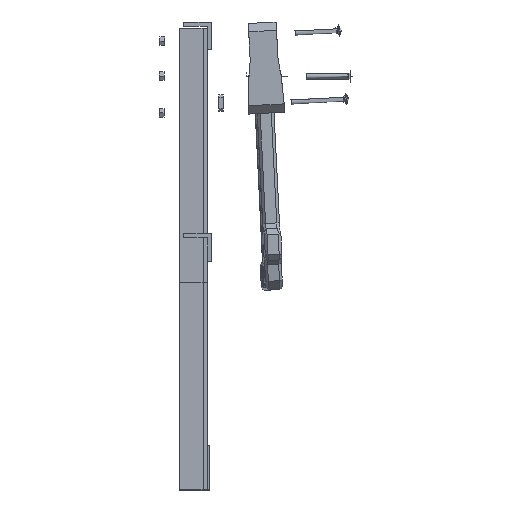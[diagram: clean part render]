
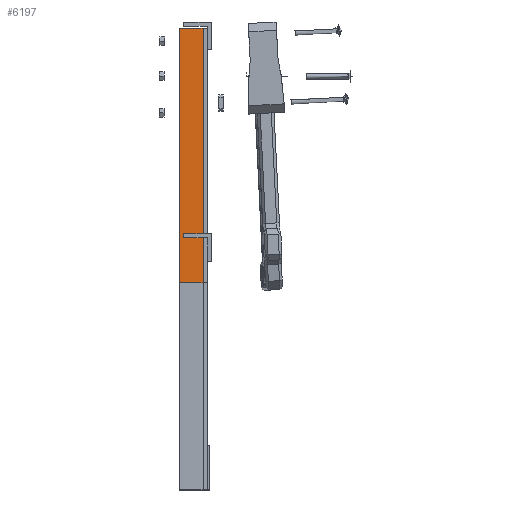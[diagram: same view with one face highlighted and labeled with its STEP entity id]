
A CAD part, left-side view. The second image highlights one B-rep face of the part: STEP entity #6197.
In plain terms, the highlighted free-form (B-spline) face has degree [1, 1] with [2, 2] control points.
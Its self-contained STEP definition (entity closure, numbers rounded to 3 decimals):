
#167=B_SPLINE_CURVE_WITH_KNOTS('',1,(#47406,#47407),.UNSPECIFIED.,.F.,.F.,
(2,2),(2.875,5.),.UNSPECIFIED.);
#173=B_SPLINE_CURVE_WITH_KNOTS('',1,(#47418,#47419),.UNSPECIFIED.,.F.,.F.,
(2,2),(2.875,5.),.UNSPECIFIED.);
#177=B_SPLINE_CURVE_WITH_KNOTS('',1,(#47426,#47427),.UNSPECIFIED.,.F.,.F.,
(2,2),(0.,22.84),.UNSPECIFIED.);
#178=B_SPLINE_CURVE_WITH_KNOTS('',1,(#47428,#47429),.UNSPECIFIED.,.F.,.F.,
(2,2),(0.,22.84),.UNSPECIFIED.);
#6197=ADVANCED_FACE('',(#9226),#41489,.T.);
#9226=FACE_OUTER_BOUND('',#12259,.T.);
#12259=EDGE_LOOP('',(#15785,#15786,#15787,#15788));
#15785=ORIENTED_EDGE('',*,*,#29853,.T.);
#15786=ORIENTED_EDGE('',*,*,#29848,.T.);
#15787=ORIENTED_EDGE('',*,*,#29852,.F.);
#15788=ORIENTED_EDGE('',*,*,#29842,.F.);
#29842=EDGE_CURVE('',#36931,#36932,#167,.T.);
#29848=EDGE_CURVE('',#36937,#36938,#173,.T.);
#29852=EDGE_CURVE('',#36932,#36938,#177,.T.);
#29853=EDGE_CURVE('',#36931,#36937,#178,.T.);
#36931=VERTEX_POINT('',#47571);
#36932=VERTEX_POINT('',#47572);
#36937=VERTEX_POINT('',#47577);
#36938=VERTEX_POINT('',#47578);
#41489=B_SPLINE_SURFACE_WITH_KNOTS('',1,1,((#47518,#47519),(#47520,#47521)),
.UNSPECIFIED.,.F.,.F.,.F.,(2,2),(2,2),(-5.,-2.875),(0.,22.84),
.UNSPECIFIED.);
#47406=CARTESIAN_POINT('',(-11.862,69.725,58.379));
#47407=CARTESIAN_POINT('',(-11.862,67.6,58.379));
#47418=CARTESIAN_POINT('',(-11.862,69.725,35.539));
#47419=CARTESIAN_POINT('',(-11.862,67.6,35.539));
#47426=CARTESIAN_POINT('',(-11.862,67.6,58.379));
#47427=CARTESIAN_POINT('',(-11.862,67.6,35.539));
#47428=CARTESIAN_POINT('',(-11.862,69.725,58.379));
#47429=CARTESIAN_POINT('',(-11.862,69.725,35.539));
#47518=CARTESIAN_POINT('',(-11.862,67.6,58.379));
#47519=CARTESIAN_POINT('',(-11.862,67.6,35.539));
#47520=CARTESIAN_POINT('',(-11.862,69.725,58.379));
#47521=CARTESIAN_POINT('',(-11.862,69.725,35.539));
#47571=CARTESIAN_POINT('',(-11.862,69.725,58.379));
#47572=CARTESIAN_POINT('',(-11.862,67.6,58.379));
#47577=CARTESIAN_POINT('',(-11.862,69.725,35.539));
#47578=CARTESIAN_POINT('',(-11.862,67.6,35.539));
